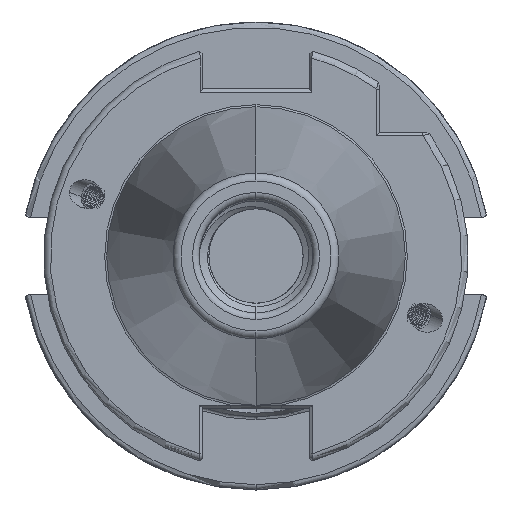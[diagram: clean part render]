
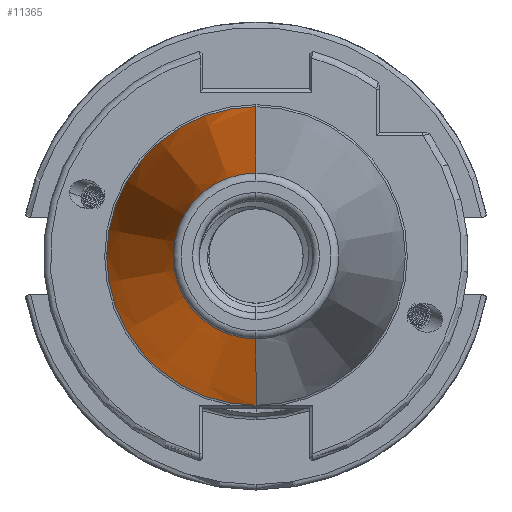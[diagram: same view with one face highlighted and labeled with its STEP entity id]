
A CAD part, left-side view. The second image highlights one B-rep face of the part: STEP entity #11365.
In plain terms, the highlighted conical face has half-angle 8.297 degrees and reference radius 22.692 mm.
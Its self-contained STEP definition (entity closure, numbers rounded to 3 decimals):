
#1230 = ORIENTED_EDGE ( 'NONE', *, *, #18682, .F. ) ;
#1245 = ORIENTED_EDGE ( 'NONE', *, *, #18694, .T. ) ;
#1252 = ORIENTED_EDGE ( 'NONE', *, *, #18757, .T. ) ;
#1271 = ORIENTED_EDGE ( 'NONE', *, *, #18760, .F. ) ;
#3165 = DIRECTION ( 'NONE',  ( 1., 0., 0. ) ) ;
#3168 = DIRECTION ( 'NONE',  ( 0., 0., -1. ) ) ;
#3170 = CARTESIAN_POINT ( 'NONE',  ( 0., 0., 0. ) ) ;
#5610 = FACE_OUTER_BOUND ( 'NONE', #20001, .T. ) ;
#5617 = CONICAL_SURFACE ( 'NONE', #20241, 22.692, 0.145 ) ;
#7377 = DIRECTION ( 'NONE',  ( 1., 0., 0. ) ) ;
#7397 = CARTESIAN_POINT ( 'NONE',  ( -2.5, 0., 0. ) ) ;
#7415 = CARTESIAN_POINT ( 'NONE',  ( -70.573, 0., 0. ) ) ;
#7420 = DIRECTION ( 'NONE',  ( 1., 0., 0. ) ) ;
#7421 = DIRECTION ( 'NONE',  ( 0., 0., -1. ) ) ;
#7462 = DIRECTION ( 'NONE',  ( 0., 0., 1. ) ) ;
#7575 = CARTESIAN_POINT ( 'NONE',  ( 0., 0., 22.692 ) ) ;
#7576 = DIRECTION ( 'NONE',  ( 0.99, 0., 0.144 ) ) ;
#7601 = DIRECTION ( 'NONE',  ( 0.99, 0., -0.144 ) ) ;
#7616 = CARTESIAN_POINT ( 'NONE',  ( 0., 0., -22.692 ) ) ;
#11365 = ADVANCED_FACE ( 'NONE', ( #5610 ), #5617, .T. ) ;
#12639 = CARTESIAN_POINT ( 'NONE',  ( -2.5, 0., 22.327 ) ) ;
#12681 = CARTESIAN_POINT ( 'NONE',  ( -70.573, 0., -12.4 ) ) ;
#12684 = CARTESIAN_POINT ( 'NONE',  ( -2.5, 0., -22.327 ) ) ;
#12951 = CARTESIAN_POINT ( 'NONE',  ( -70.573, 0., 12.4 ) ) ;
#18682 = EDGE_CURVE ( 'NONE', #24195, #24145, #25046, .T. ) ;
#18694 = EDGE_CURVE ( 'NONE', #24148, #24091, #25048, .T. ) ;
#18757 = EDGE_CURVE ( 'NONE', #24091, #24145, #25118, .T. ) ;
#18760 = EDGE_CURVE ( 'NONE', #24148, #24195, #25096, .T. ) ;
#19809 = AXIS2_PLACEMENT_3D ( 'NONE', #7415, #7420, #7462 ) ;
#19837 = AXIS2_PLACEMENT_3D ( 'NONE', #7397, #7377, #7421 ) ;
#20001 = EDGE_LOOP ( 'NONE', ( #1245, #1252, #1230, #1271 ) ) ;
#20241 = AXIS2_PLACEMENT_3D ( 'NONE', #3170, #3165, #3168 ) ;
#24091 = VERTEX_POINT ( 'NONE', #12951 ) ;
#24145 = VERTEX_POINT ( 'NONE', #12639 ) ;
#24148 = VERTEX_POINT ( 'NONE', #12681 ) ;
#24195 = VERTEX_POINT ( 'NONE', #12684 ) ;
#25046 = CIRCLE ( 'NONE', #19837, 22.327 ) ;
#25048 = CIRCLE ( 'NONE', #19809, 12.4 ) ;
#25094 = VECTOR ( 'NONE', #7576, 1000. ) ;
#25096 = LINE ( 'NONE', #7616, #25123 ) ;
#25118 = LINE ( 'NONE', #7575, #25094 ) ;
#25123 = VECTOR ( 'NONE', #7601, 1000. ) ;
